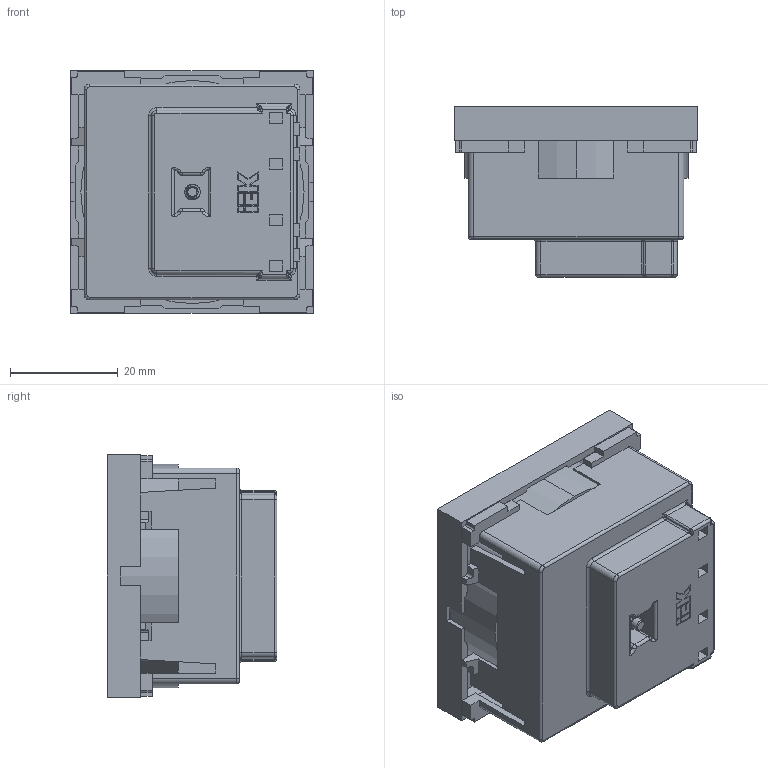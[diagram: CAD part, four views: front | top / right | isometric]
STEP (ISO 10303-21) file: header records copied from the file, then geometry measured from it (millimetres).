
FILE_DESCRIPTION (( 'STEP AP203' ), '1' );
FILE_NAME ('CKK-40D-RSK2-K04-K ÐÊÑ-20-22-Ï-Ê Ðîçåòêà áåç ç ê 2ê (íà 2 ìîäóëÿ) ÏÐÀÉÌÅÐ êðàñíàÿ IEK.STEP', '2016-07-08T13:06:14', ( '' ), ( '' ), 'SwSTEP 2.0', 'SolidWorks 2014', '' );
FILE_SCHEMA (( 'CONFIG_CONTROL_DESIGN' ));
Length unit declared in the file: millimetre
Products named in the file (1): CKK-40D-RSK2-K04-K ÐÊÑ-20-22-Ï-Ê Ðîçåòêà áåç ç ê 2ê (íà 2 ìîäóëÿ) ÏÐÀÉÌÅÐ êðàñíàÿ IEK
Bounding box: 45 x 31.5 x 45 mm (x, y, z)
Volume: 29168.4 mm3; surface area: 15897.1 mm2
Topology: 2 solids, 2 shells, 447 faces, 1210 edges, 754 vertices
Faces by surface type: plane 254, cylinder 141, torus 26, bspline 22, cone 4
Entity records: 16823 total; most frequent: CARTESIAN_POINT 5855, ORIENTED_EDGE 2388, DIRECTION 2118, EDGE_CURVE 1194, VECTOR 858, LINE 858, VERTEX_POINT 754, AXIS2_PLACEMENT_3D 630
